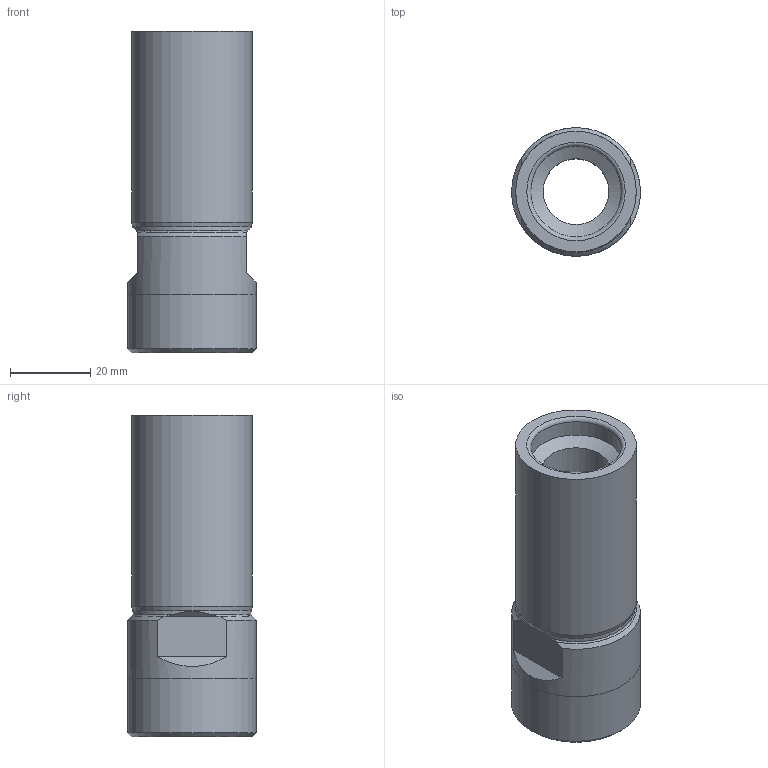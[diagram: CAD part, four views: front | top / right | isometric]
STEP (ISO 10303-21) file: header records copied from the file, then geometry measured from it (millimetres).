
FILE_DESCRIPTION(/* description */ (''),/* implementation_level */ '2;1');
FILE_NAME(/* name */ '263012520.stp',/* time_stamp */ '2021-01-19T15:41:41',/* author */ ('LRA'),/* organization */ ('REGO-FIX'),/* preprocessor_version */ ' Unknown',/* originating_system */ 'SIEMENS PLM Software Solid Edge ST10',/* authorization */ 'Unknown');
FILE_SCHEMA (('AUTOMOTIVE_DESIGN { 1 0 10303 214 2 1 1}'));
Length unit declared in the file: millimetre
Products named in the file (1): NOCUT
Bounding box: 32 x 32 x 80 mm (x, y, z)
Volume: 36662.5 mm3; surface area: 13095 mm2
Topology: 1 solids, 1 shells, 26 faces, 63 edges, 39 vertices
Faces by surface type: plane 8, cylinder 7, cone 7, torus 4
Full cylindrical faces by diameter (mm): 16.376 x1, 18 x1, 22.5 x1, 29.4 x1, 30 x1, 32 x2
Entity records: 895 total; most frequent: CARTESIAN_POINT 138, DIRECTION 126, ORIENTED_EDGE 90, AXIS2_PLACEMENT_3D 59, EDGE_CURVE 45, EDGE_LOOP 42, FACE_BOUND 42, VERTEX_POINT 35
